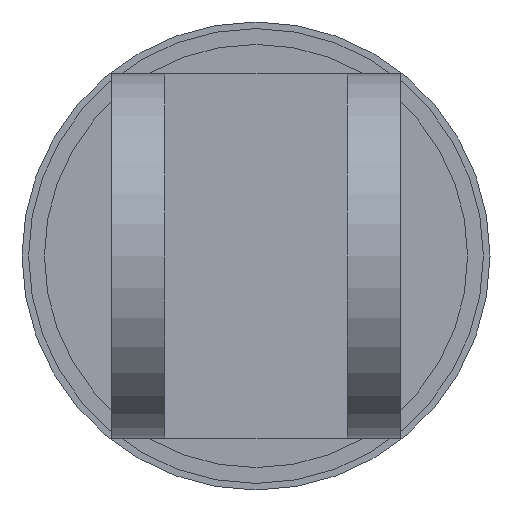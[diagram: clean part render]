
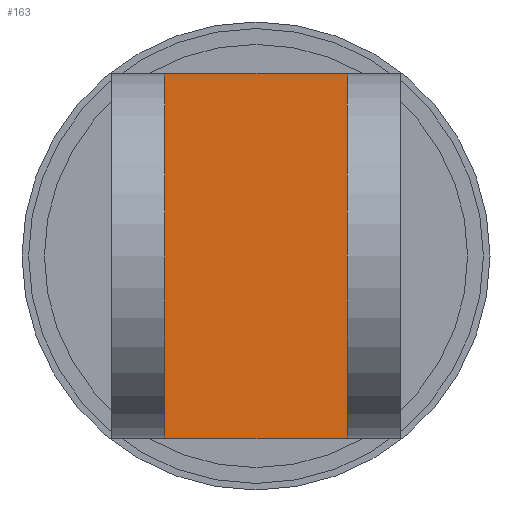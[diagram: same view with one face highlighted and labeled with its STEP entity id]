
A CAD part, left-side view. The second image highlights one B-rep face of the part: STEP entity #163.
In plain terms, the highlighted planar face has unit normal (-1, 0, 0).
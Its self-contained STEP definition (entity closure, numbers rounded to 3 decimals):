
#163=ADVANCED_FACE('',(#696),#695,.T.);
#695=PLANE('',#1333);
#696=FACE_OUTER_BOUND('',#1334,.T.);
#1330=CARTESIAN_POINT('',(124.128,-6.6,173.491));
#1331=DIRECTION('',(-1.,0.,0.));
#1332=DIRECTION('',(0.,0.,1.));
#1333=AXIS2_PLACEMENT_3D('',#1330,#1331,#1332);
#1334=EDGE_LOOP('',(#1646,#1647,#1648,#1649));
#1646=ORIENTED_EDGE('',*,*,#1849,.F.);
#1647=ORIENTED_EDGE('',*,*,#1838,.F.);
#1648=ORIENTED_EDGE('',*,*,#1847,.T.);
#1649=ORIENTED_EDGE('',*,*,#1850,.T.);
#1838=EDGE_CURVE('',#2725,#2711,#2732,.T.);
#1847=EDGE_CURVE('',#2725,#2784,#2791,.T.);
#1849=EDGE_CURVE('',#2711,#2803,#2804,.T.);
#1850=EDGE_CURVE('',#2784,#2803,#2810,.T.);
#2711=VERTEX_POINT('',#3451);
#2725=VERTEX_POINT('',#3460);
#2732=LINE('',#3464,#3465);
#2784=VERTEX_POINT('',#3497);
#2791=LINE('',#3501,#3502);
#2803=VERTEX_POINT('',#3507);
#2804=LINE('',#3508,#3509);
#2810=LINE('',#3511,#3512);
#3451=CARTESIAN_POINT('',(124.128,-5.5,175.691));
#3460=CARTESIAN_POINT('',(124.128,-5.5,197.691));
#3464=CARTESIAN_POINT('',(124.128,-5.5,197.691));
#3465=VECTOR('',#3466,22.);
#3466=DIRECTION('',(0.,0.,-1.));
#3497=CARTESIAN_POINT('',(124.128,5.5,197.691));
#3501=CARTESIAN_POINT('',(124.128,-5.5,197.691));
#3502=VECTOR('',#3503,11.);
#3503=DIRECTION('',(0.,1.,0.));
#3507=CARTESIAN_POINT('',(124.128,5.5,175.691));
#3508=CARTESIAN_POINT('',(124.128,-5.5,175.691));
#3509=VECTOR('',#3510,11.);
#3510=DIRECTION('',(0.,1.,0.));
#3511=CARTESIAN_POINT('',(124.128,5.5,197.691));
#3512=VECTOR('',#3513,22.);
#3513=DIRECTION('',(0.,0.,-1.));
